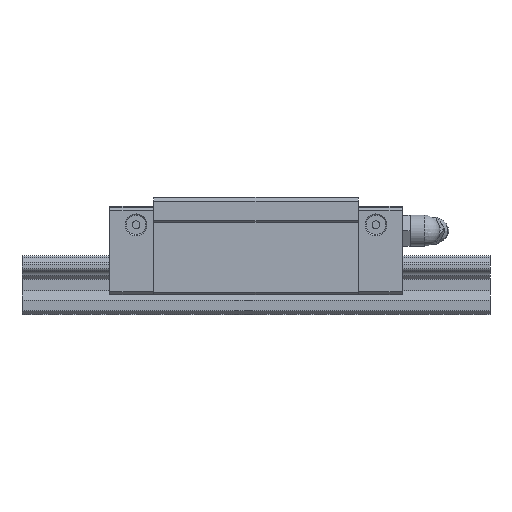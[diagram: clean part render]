
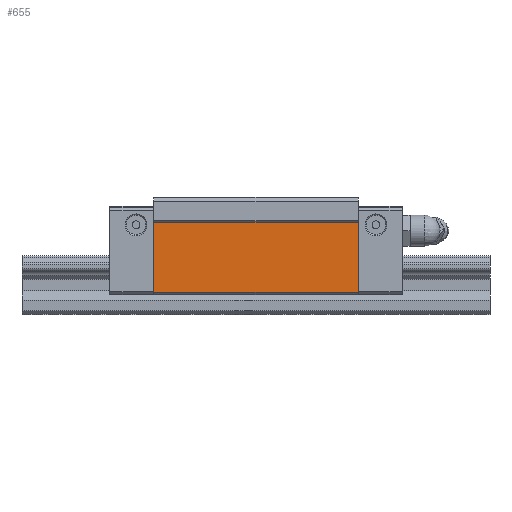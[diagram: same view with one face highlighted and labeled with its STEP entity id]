
A CAD part, left-side view. The second image highlights one B-rep face of the part: STEP entity #655.
In plain terms, the highlighted planar face has unit normal (-1, 0, 0).
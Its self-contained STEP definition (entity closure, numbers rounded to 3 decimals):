
#655 = ADVANCED_FACE( '', ( #1402 ), #1403, .T. );
#1402 = FACE_OUTER_BOUND( '', #2241, .T. );
#1403 = PLANE( '', #2242 );
#2241 = EDGE_LOOP( '', ( #3976, #3977, #3978, #3979 ) );
#2242 = AXIS2_PLACEMENT_3D( '', #3980, #3981, #3982 );
#3976 = ORIENTED_EDGE( '', *, *, #4793, .F. );
#3977 = ORIENTED_EDGE( '', *, *, #5341, .F. );
#3978 = ORIENTED_EDGE( '', *, *, #5197, .T. );
#3979 = ORIENTED_EDGE( '', *, *, #4973, .T. );
#3980 = CARTESIAN_POINT( '', ( -21.7, 26.25, 23.7 ) );
#3981 = DIRECTION( '', ( -1., 0., 0. ) );
#3982 = DIRECTION( '', ( 0., 0., 1. ) );
#4793 = EDGE_CURVE( '', #5707, #5709, #5710, .T. );
#4973 = EDGE_CURVE( '', #6000, #5709, #6001, .T. );
#5197 = EDGE_CURVE( '', #6334, #6000, #6335, .T. );
#5341 = EDGE_CURVE( '', #6334, #5707, #6527, .T. );
#5707 = VERTEX_POINT( '', #6977 );
#5709 = VERTEX_POINT( '', #6980 );
#5710 = LINE( '', #6981, #6982 );
#6000 = VERTEX_POINT( '', #7392 );
#6001 = LINE( '', #7393, #7394 );
#6334 = VERTEX_POINT( '', #7846 );
#6335 = LINE( '', #7847, #7848 );
#6527 = LINE( '', #8151, #8152 );
#6977 = CARTESIAN_POINT( '', ( -21.7, -26.25, 23.7 ) );
#6980 = CARTESIAN_POINT( '', ( -21.7, -26.25, 5.75 ) );
#6981 = CARTESIAN_POINT( '', ( -21.7, -26.25, 23.7 ) );
#6982 = VECTOR( '', #8547, 1000. );
#7392 = CARTESIAN_POINT( '', ( -21.7, 26.25, 5.75 ) );
#7393 = CARTESIAN_POINT( '', ( -21.7, 26.25, 5.75 ) );
#7394 = VECTOR( '', #8765, 1000. );
#7846 = CARTESIAN_POINT( '', ( -21.7, 26.25, 23.7 ) );
#7847 = CARTESIAN_POINT( '', ( -21.7, 26.25, 23.7 ) );
#7848 = VECTOR( '', #9050, 1000. );
#8151 = CARTESIAN_POINT( '', ( -21.7, 26.25, 23.7 ) );
#8152 = VECTOR( '', #9197, 1000. );
#8547 = DIRECTION( '', ( 0., 0., -1. ) );
#8765 = DIRECTION( '', ( 0., -1., 0. ) );
#9050 = DIRECTION( '', ( 0., 0., -1. ) );
#9197 = DIRECTION( '', ( 0., -1., 0. ) );
